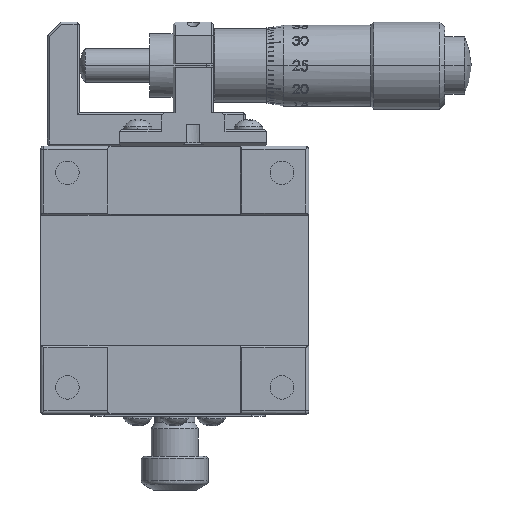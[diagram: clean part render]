
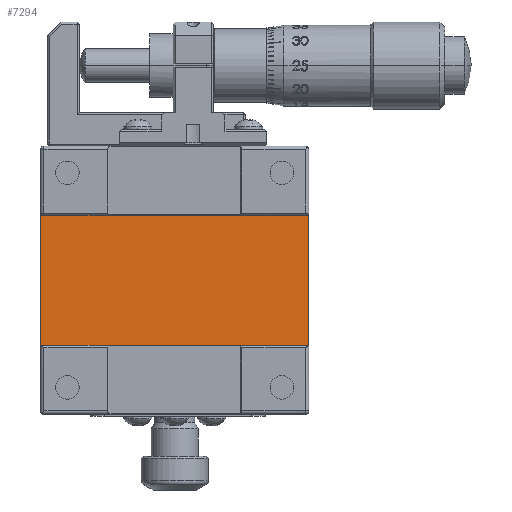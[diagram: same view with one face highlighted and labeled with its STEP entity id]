
A CAD part, front view. The second image highlights one B-rep face of the part: STEP entity #7294.
In plain terms, the highlighted planar face has unit normal (0, -1, 0).
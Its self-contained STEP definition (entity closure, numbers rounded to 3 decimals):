
#139 = EDGE_CURVE ( 'NONE', #61501, #9667, #18469, .T. ) ;
#2092 = DIRECTION ( 'NONE',  ( 0., 0., 1. ) ) ;
#2422 = DIRECTION ( 'NONE',  ( -1., 0., 0. ) ) ;
#3559 = CARTESIAN_POINT ( 'NONE',  ( 55.952, -18.778, -12.636 ) ) ;
#3586 = VERTEX_POINT ( 'NONE', #71074 ) ;
#7294 = ADVANCED_FACE ( 'NONE', ( #61514 ), #29791, .F. ) ;
#9488 = CARTESIAN_POINT ( 'NONE',  ( 16.035, -18.778, 6.764 ) ) ;
#9667 = VERTEX_POINT ( 'NONE', #9488 ) ;
#14565 = LINE ( 'NONE', #3559, #85494 ) ;
#18469 = LINE ( 'NONE', #36704, #73215 ) ;
#20830 = EDGE_CURVE ( 'NONE', #65304, #61501, #14565, .T. ) ;
#22346 = ORIENTED_EDGE ( 'NONE', *, *, #25118, .F. ) ;
#22476 = LINE ( 'NONE', #30184, #75061 ) ;
#25118 = EDGE_CURVE ( 'NONE', #65304, #3586, #87311, .T. ) ;
#26540 = EDGE_LOOP ( 'NONE', ( #22346, #56149, #40482, #45551 ) ) ;
#29791 = PLANE ( 'NONE',  #48914 ) ;
#30013 = EDGE_CURVE ( 'NONE', #9667, #3586, #22476, .T. ) ;
#30184 = CARTESIAN_POINT ( 'NONE',  ( 16.035, -18.778, 6.764 ) ) ;
#30473 = DIRECTION ( 'NONE',  ( 0., 0., -1. ) ) ;
#35717 = DIRECTION ( 'NONE',  ( -1., 0., 0. ) ) ;
#36704 = CARTESIAN_POINT ( 'NONE',  ( 55.994, -18.778, 6.764 ) ) ;
#40482 = ORIENTED_EDGE ( 'NONE', *, *, #139, .T. ) ;
#45551 = ORIENTED_EDGE ( 'NONE', *, *, #30013, .T. ) ;
#48914 = AXIS2_PLACEMENT_3D ( 'NONE', #63971, #50148, #2092 ) ;
#50148 = DIRECTION ( 'NONE',  ( 0., 1., 0. ) ) ;
#56149 = ORIENTED_EDGE ( 'NONE', *, *, #20830, .T. ) ;
#61501 = VERTEX_POINT ( 'NONE', #73660 ) ;
#61514 = FACE_OUTER_BOUND ( 'NONE', #26540, .T. ) ;
#63336 = CARTESIAN_POINT ( 'NONE',  ( 55.994, -18.778, -12.636 ) ) ;
#63971 = CARTESIAN_POINT ( 'NONE',  ( 55.994, -18.778, 6.764 ) ) ;
#65304 = VERTEX_POINT ( 'NONE', #72893 ) ;
#69028 = VECTOR ( 'NONE', #35717, 1000. ) ;
#71074 = CARTESIAN_POINT ( 'NONE',  ( 16.035, -18.778, -12.636 ) ) ;
#72893 = CARTESIAN_POINT ( 'NONE',  ( 55.952, -18.778, -12.636 ) ) ;
#73215 = VECTOR ( 'NONE', #2422, 1000. ) ;
#73660 = CARTESIAN_POINT ( 'NONE',  ( 55.952, -18.778, 6.764 ) ) ;
#75061 = VECTOR ( 'NONE', #30473, 1000. ) ;
#77270 = DIRECTION ( 'NONE',  ( 0., 0., 1. ) ) ;
#85494 = VECTOR ( 'NONE', #77270, 1000. ) ;
#87311 = LINE ( 'NONE', #63336, #69028 ) ;
